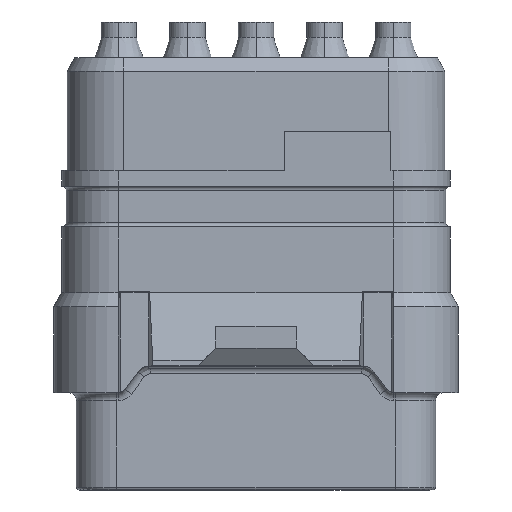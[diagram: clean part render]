
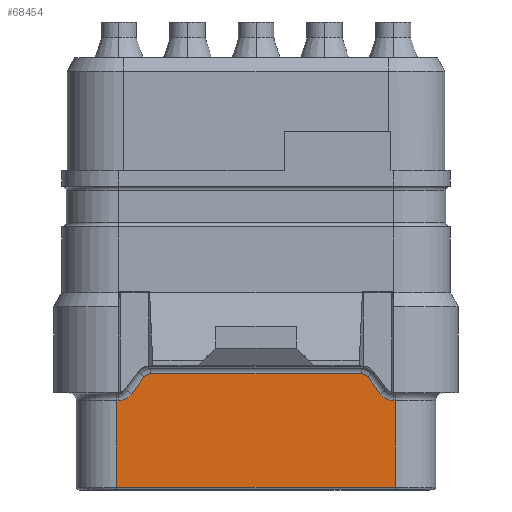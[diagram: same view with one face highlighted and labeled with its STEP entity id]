
A CAD part, front view. The second image highlights one B-rep face of the part: STEP entity #68454.
In plain terms, the highlighted planar face has unit normal (0, -1, 0).
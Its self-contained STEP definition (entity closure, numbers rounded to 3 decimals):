
#17045=DIRECTION('',(-0.6,0.,-0.8));
#17046=VECTOR('',#17045,0.8);
#17047=CARTESIAN_POINT('',(-4.14,-5.81,-7.65));
#17048=LINE('',#17047,#17046);
#17054=CARTESIAN_POINT('',(-3.9,-5.81,-7.83));
#17055=DIRECTION('',(0.,-1.,0.));
#17056=DIRECTION('',(0.,0.,1.));
#17057=AXIS2_PLACEMENT_3D('',#17054,#17055,#17056);
#17126=CARTESIAN_POINT('',(3.9,-5.81,-7.83));
#17127=DIRECTION('',(0.,-1.,0.));
#17128=DIRECTION('',(0.8,0.,0.6));
#17129=AXIS2_PLACEMENT_3D('',#17126,#17127,#17128);
#17192=DIRECTION('',(-1.,0.,0.));
#17193=VECTOR('',#17192,7.8);
#17194=CARTESIAN_POINT('',(3.9,-5.81,-7.53));
#17195=LINE('',#17194,#17193);
#17196=DIRECTION('',(0.,0.,-1.));
#17197=VECTOR('',#17196,3.21);
#17198=CARTESIAN_POINT('',(5.16,-5.81,-8.53));
#17199=LINE('',#17198,#17197);
#17205=DIRECTION('',(-1.,0.,0.));
#17206=VECTOR('',#17205,0.06);
#17207=CARTESIAN_POINT('',(-5.1,-5.81,-8.53));
#17208=LINE('',#17207,#17206);
#17261=DIRECTION('',(0.,0.,-1.));
#17262=VECTOR('',#17261,3.21);
#17263=CARTESIAN_POINT('',(-5.16,-5.81,-8.53));
#17264=LINE('',#17263,#17262);
#19341=DIRECTION('',(-1.,0.,0.));
#19342=VECTOR('',#19341,10.32);
#19343=CARTESIAN_POINT('',(5.16,-5.81,-11.74));
#19344=LINE('',#19343,#19342);
#19819=DIRECTION('',(-1.,0.,0.));
#19820=VECTOR('',#19819,0.06);
#19821=CARTESIAN_POINT('',(5.16,-5.81,-8.53));
#19822=LINE('',#19821,#19820);
#19828=CARTESIAN_POINT('',(5.1,-5.81,-7.93));
#19829=DIRECTION('',(0.,1.,0.));
#19830=DIRECTION('',(0.,0.,-1.));
#19831=AXIS2_PLACEMENT_3D('',#19828,#19829,#19830);
#19847=DIRECTION('',(-0.6,0.,0.8));
#19848=VECTOR('',#19847,0.8);
#19849=CARTESIAN_POINT('',(4.62,-5.81,-8.29));
#19850=LINE('',#19849,#19848);
#34190=CARTESIAN_POINT('',(-5.1,-5.81,-7.93));
#34191=DIRECTION('',(0.,1.,0.));
#34192=DIRECTION('',(0.8,0.,-0.6));
#34193=AXIS2_PLACEMENT_3D('',#34190,#34191,#34192);
#36456=CARTESIAN_POINT('',(5.16,-5.81,-11.74));
#36457=VERTEX_POINT('',#36456);
#36460=CARTESIAN_POINT('',(-5.16,-5.81,-11.74));
#36461=VERTEX_POINT('',#36460);
#36538=CARTESIAN_POINT('',(-5.16,-5.81,-8.53));
#36539=VERTEX_POINT('',#36538);
#36540=CARTESIAN_POINT('',(-5.1,-5.81,-8.53));
#36541=VERTEX_POINT('',#36540);
#36542=CARTESIAN_POINT('',(-4.62,-5.81,-8.29));
#36543=VERTEX_POINT('',#36542);
#36548=CARTESIAN_POINT('',(-4.14,-5.81,-7.65));
#36549=VERTEX_POINT('',#36548);
#36550=CARTESIAN_POINT('',(-3.9,-5.81,-7.53));
#36551=VERTEX_POINT('',#36550);
#36552=CARTESIAN_POINT('',(3.9,-5.81,-7.53));
#36553=VERTEX_POINT('',#36552);
#36554=CARTESIAN_POINT('',(4.14,-5.81,-7.65));
#36555=VERTEX_POINT('',#36554);
#36560=CARTESIAN_POINT('',(4.62,-5.81,-8.29));
#36561=VERTEX_POINT('',#36560);
#36562=CARTESIAN_POINT('',(5.1,-5.81,-8.53));
#36563=VERTEX_POINT('',#36562);
#36564=CARTESIAN_POINT('',(5.16,-5.81,-8.53));
#36565=VERTEX_POINT('',#36564);
#68427=CARTESIAN_POINT('',(5.16,-5.81,-8.23));
#68428=DIRECTION('',(0.,-1.,0.));
#68429=DIRECTION('',(-1.,0.,0.));
#68430=AXIS2_PLACEMENT_3D('',#68427,#68428,#68429);
#68431=PLANE('',#68430);
#68433=ORIENTED_EDGE('',*,*,#68432,.F.);
#68435=ORIENTED_EDGE('',*,*,#68434,.F.);
#68436=ORIENTED_EDGE('',*,*,#68233,.F.);
#68437=ORIENTED_EDGE('',*,*,#68263,.F.);
#68438=ORIENTED_EDGE('',*,*,#68421,.F.);
#68439=ORIENTED_EDGE('',*,*,#68348,.F.);
#68441=ORIENTED_EDGE('',*,*,#68440,.F.);
#68443=ORIENTED_EDGE('',*,*,#68442,.F.);
#68445=ORIENTED_EDGE('',*,*,#68444,.F.);
#68447=ORIENTED_EDGE('',*,*,#68446,.T.);
#68449=ORIENTED_EDGE('',*,*,#68448,.T.);
#68451=ORIENTED_EDGE('',*,*,#68450,.F.);
#68452=EDGE_LOOP('',(#68433,#68435,#68436,#68437,#68438,#68439,#68441,#68443,
#68445,#68447,#68449,#68451));
#68453=FACE_OUTER_BOUND('',#68452,.F.);
#68454=ADVANCED_FACE('',(#68453),#68431,.T.);
#17058=CIRCLE('',#17057,0.3);
#17130=CIRCLE('',#17129,0.3);
#19832=CIRCLE('',#19831,0.6);
#34194=CIRCLE('',#34193,0.6);
#68233=EDGE_CURVE('',#36549,#36543,#17048,.T.);
#68263=EDGE_CURVE('',#36551,#36549,#17058,.T.);
#68348=EDGE_CURVE('',#36555,#36553,#17130,.T.);
#68421=EDGE_CURVE('',#36553,#36551,#17195,.T.);
#68432=EDGE_CURVE('',#36541,#36539,#17208,.T.);
#68434=EDGE_CURVE('',#36543,#36541,#34194,.T.);
#68440=EDGE_CURVE('',#36561,#36555,#19850,.T.);
#68442=EDGE_CURVE('',#36563,#36561,#19832,.T.);
#68444=EDGE_CURVE('',#36565,#36563,#19822,.T.);
#68446=EDGE_CURVE('',#36565,#36457,#17199,.T.);
#68448=EDGE_CURVE('',#36457,#36461,#19344,.T.);
#68450=EDGE_CURVE('',#36539,#36461,#17264,.T.);
